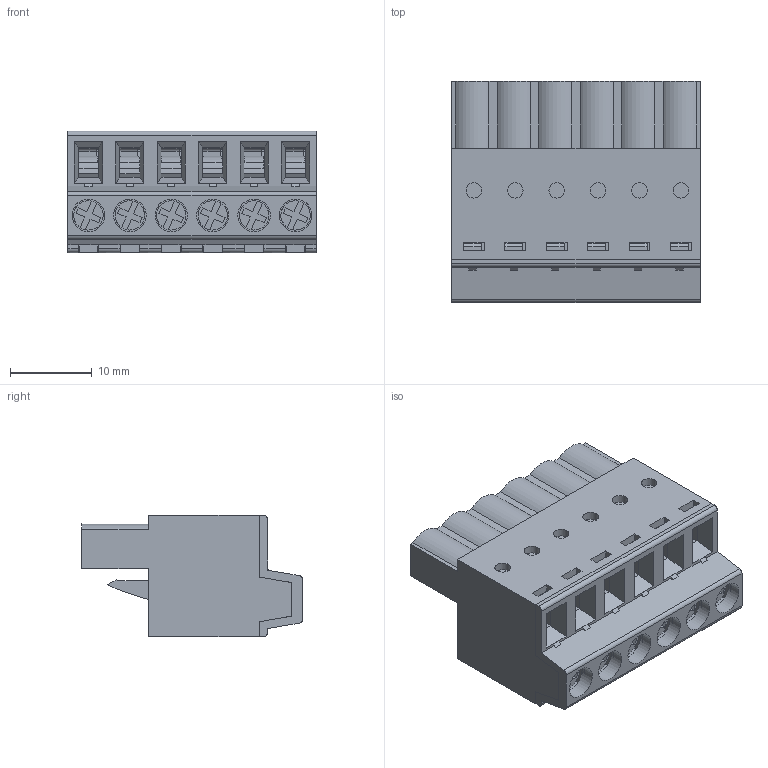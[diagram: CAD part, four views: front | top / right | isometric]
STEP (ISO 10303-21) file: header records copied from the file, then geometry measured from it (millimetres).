
FILE_DESCRIPTION( ( 'Unknown' ), '1' );
FILE_NAME( '691373500006B.stp', 'Unknown', ( 'Unknown' ), ( 'Unknown' ), 'PSStep 19.0.9', 'Unknown', ' ' );
FILE_SCHEMA( ( 'AUTOMOTIVE_DESIGN { 1 0 10303 214 1 1 1 1 }' ) );
Length unit declared in the file: millimetre
Products named in the file (7): Assem1; 6913735000xxB_PIN; 691373500006B_COQUE; 691373500006B; 6913735000xxB_MASS; 6913735000xxB_VIS; 6913735000xxB_CLAPET
Assembly tree (26 placements, depth 2):
  Assem1
    6913735000xxB_PIN  x6
    691373500006B_COQUE
    691373500006B
    6913735000xxB_MASS  x6
    6913735000xxB_VIS  x6
    6913735000xxB_CLAPET  x6
Bounding box: 30.48 x 27.1 x 14.9 mm (x, y, z)
Volume: 5750.4 mm3; surface area: 14157.7 mm2
Topology: 26 solids, 26 shells, 1525 faces, 4209 edges, 2762 vertices
Faces by surface type: plane 1185, cylinder 334, cone 6
Full cylindrical faces by diameter (mm): 1.9 x6, 2.003 x6, 2.5 x12, 3 x6, 3.1 x6, 3.6 x6, 3.99 x6, 4.1 x6
Entity records: 31820 total; most frequent: CARTESIAN_POINT 4514, ORIENTED_EDGE 4404, DIRECTION 4048, EDGE_CURVE 2202, LINE 1996, VECTOR 1996, VERTEX_POINT 1460, AXIS2_PLACEMENT_3D 1026
